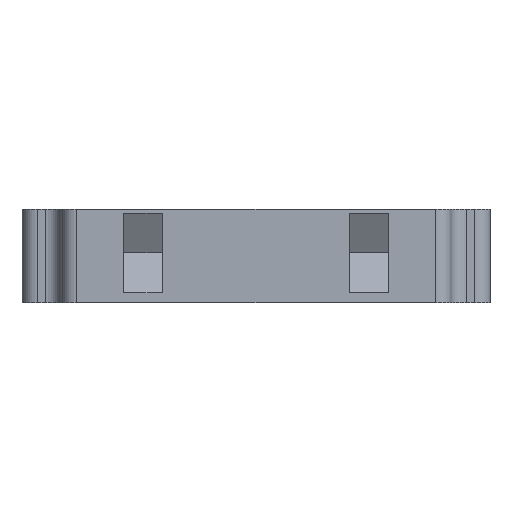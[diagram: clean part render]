
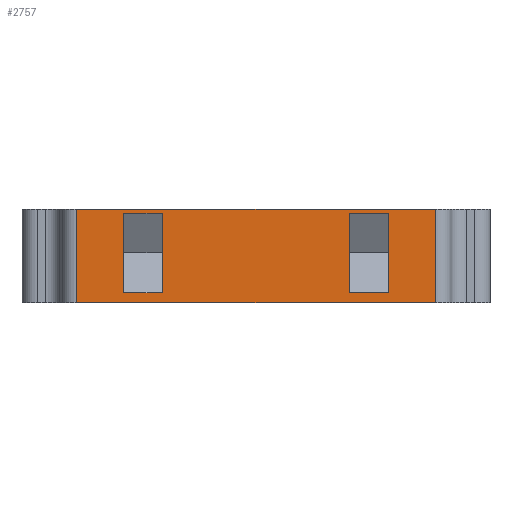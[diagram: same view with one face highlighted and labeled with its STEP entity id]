
A CAD part, left-side view. The second image highlights one B-rep face of the part: STEP entity #2757.
In plain terms, the highlighted planar face has unit normal (-1, 0, 0).
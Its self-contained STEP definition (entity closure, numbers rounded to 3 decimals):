
#26 = ORIENTED_EDGE ( 'NONE', *, *, #2380, .T. ) ;
#61 = LINE ( 'NONE', #1801, #1366 ) ;
#62 = LINE ( 'NONE', #983, #1295 ) ;
#79 = CARTESIAN_POINT ( 'NONE',  ( 0., 3.5, 6. ) ) ;
#81 = CARTESIAN_POINT ( 'NONE',  ( 0., 9., 0.65 ) ) ;
#89 = LINE ( 'NONE', #3018, #1168 ) ;
#90 = EDGE_CURVE ( 'NONE', #2700, #1263, #62, .T. ) ;
#110 = CARTESIAN_POINT ( 'NONE',  ( 0., 2.5, 6. ) ) ;
#119 = CARTESIAN_POINT ( 'NONE',  ( 0., 23.5, 0.65 ) ) ;
#135 = VECTOR ( 'NONE', #2271, 1000. ) ;
#137 = DIRECTION ( 'NONE',  ( 0., 0., -1. ) ) ;
#219 = LINE ( 'NONE', #597, #135 ) ;
#276 = VERTEX_POINT ( 'NONE', #2996 ) ;
#306 = VERTEX_POINT ( 'NONE', #119 ) ;
#320 = EDGE_CURVE ( 'NONE', #751, #1515, #219, .T. ) ;
#341 = EDGE_CURVE ( 'NONE', #2241, #306, #2293, .T. ) ;
#347 = CARTESIAN_POINT ( 'NONE',  ( 0., 26.5, 6. ) ) ;
#358 = EDGE_CURVE ( 'NONE', #1515, #306, #61, .T. ) ;
#396 = LINE ( 'NONE', #511, #2864 ) ;
#406 = CARTESIAN_POINT ( 'NONE',  ( 0., 2.5, 5.75 ) ) ;
#419 = CARTESIAN_POINT ( 'NONE',  ( 0., 26.5, 0. ) ) ;
#422 = LINE ( 'NONE', #79, #2062 ) ;
#504 = CARTESIAN_POINT ( 'NONE',  ( 0., 6.5, 6. ) ) ;
#511 = CARTESIAN_POINT ( 'NONE',  ( 0., 2.5, 0. ) ) ;
#537 = DIRECTION ( 'NONE',  ( 0., 0., -1. ) ) ;
#597 = CARTESIAN_POINT ( 'NONE',  ( 0., 21., 6. ) ) ;
#668 = VERTEX_POINT ( 'NONE', #347 ) ;
#749 = DIRECTION ( 'NONE',  ( 0., -1., 0. ) ) ;
#751 = VERTEX_POINT ( 'NONE', #2026 ) ;
#825 = DIRECTION ( 'NONE',  ( 0., 0., 1. ) ) ;
#851 = VERTEX_POINT ( 'NONE', #419 ) ;
#919 = EDGE_LOOP ( 'NONE', ( #2264, #1838, #1397, #1900 ) ) ;
#923 = CARTESIAN_POINT ( 'NONE',  ( 0., 2.5, 5.75 ) ) ;
#944 = DIRECTION ( 'NONE',  ( 0., -1., 0. ) ) ;
#971 = EDGE_LOOP ( 'NONE', ( #2627, #2539, #26, #1685 ) ) ;
#983 = CARTESIAN_POINT ( 'NONE',  ( 0., 2.5, 0.65 ) ) ;
#1005 = DIRECTION ( 'NONE',  ( 0., 1., 0. ) ) ;
#1032 = DIRECTION ( 'NONE',  ( 0., 0., -1. ) ) ;
#1080 = ORIENTED_EDGE ( 'NONE', *, *, #90, .T. ) ;
#1087 = PLANE ( 'NONE',  #2377 ) ;
#1103 = CARTESIAN_POINT ( 'NONE',  ( 0., 23.5, 6. ) ) ;
#1127 = VECTOR ( 'NONE', #749, 1000. ) ;
#1136 = VECTOR ( 'NONE', #1032, 1000. ) ;
#1168 = VECTOR ( 'NONE', #1770, 1000. ) ;
#1231 = EDGE_CURVE ( 'NONE', #668, #851, #2646, .T. ) ;
#1251 = CARTESIAN_POINT ( 'NONE',  ( 0., 3.5, 0. ) ) ;
#1263 = VERTEX_POINT ( 'NONE', #81 ) ;
#1295 = VECTOR ( 'NONE', #1005, 1000. ) ;
#1366 = VECTOR ( 'NONE', #1573, 1000. ) ;
#1369 = EDGE_CURVE ( 'NONE', #276, #2233, #1525, .T. ) ;
#1397 = ORIENTED_EDGE ( 'NONE', *, *, #320, .T. ) ;
#1490 = VECTOR ( 'NONE', #2517, 1000. ) ;
#1493 = EDGE_LOOP ( 'NONE', ( #1807, #2830, #2391, #1080 ) ) ;
#1515 = VERTEX_POINT ( 'NONE', #2849 ) ;
#1525 = LINE ( 'NONE', #406, #1629 ) ;
#1573 = DIRECTION ( 'NONE',  ( 0., 1., 0. ) ) ;
#1579 = DIRECTION ( 'NONE',  ( 0., -1., 0. ) ) ;
#1588 = FACE_OUTER_BOUND ( 'NONE', #971, .T. ) ;
#1620 = FACE_BOUND ( 'NONE', #919, .T. ) ;
#1629 = VECTOR ( 'NONE', #1579, 1000. ) ;
#1685 = ORIENTED_EDGE ( 'NONE', *, *, #2642, .T. ) ;
#1691 = EDGE_CURVE ( 'NONE', #2233, #2700, #2718, .T. ) ;
#1721 = CARTESIAN_POINT ( 'NONE',  ( 0., 26.5, 6. ) ) ;
#1770 = DIRECTION ( 'NONE',  ( 0., 0., -1. ) ) ;
#1784 = DIRECTION ( 'NONE',  ( 1., 0., 0. ) ) ;
#1793 = VERTEX_POINT ( 'NONE', #2212 ) ;
#1801 = CARTESIAN_POINT ( 'NONE',  ( 0., 2.5, 0.65 ) ) ;
#1807 = ORIENTED_EDGE ( 'NONE', *, *, #2747, .F. ) ;
#1808 = FACE_BOUND ( 'NONE', #1493, .T. ) ;
#1828 = EDGE_CURVE ( 'NONE', #2241, #751, #2360, .T. ) ;
#1838 = ORIENTED_EDGE ( 'NONE', *, *, #1828, .T. ) ;
#1900 = ORIENTED_EDGE ( 'NONE', *, *, #358, .T. ) ;
#1973 = CARTESIAN_POINT ( 'NONE',  ( 0., 23.5, 5.75 ) ) ;
#2026 = CARTESIAN_POINT ( 'NONE',  ( 0., 21., 5.75 ) ) ;
#2062 = VECTOR ( 'NONE', #825, 1000. ) ;
#2100 = VECTOR ( 'NONE', #537, 1000. ) ;
#2120 = VERTEX_POINT ( 'NONE', #1251 ) ;
#2169 = CARTESIAN_POINT ( 'NONE',  ( 0., 2.5, 6. ) ) ;
#2193 = CARTESIAN_POINT ( 'NONE',  ( 0., 6.5, 5.75 ) ) ;
#2212 = CARTESIAN_POINT ( 'NONE',  ( 0., 3.5, 6. ) ) ;
#2233 = VERTEX_POINT ( 'NONE', #2193 ) ;
#2241 = VERTEX_POINT ( 'NONE', #1973 ) ;
#2264 = ORIENTED_EDGE ( 'NONE', *, *, #341, .F. ) ;
#2271 = DIRECTION ( 'NONE',  ( 0., 0., -1. ) ) ;
#2293 = LINE ( 'NONE', #1103, #1490 ) ;
#2360 = LINE ( 'NONE', #923, #2520 ) ;
#2377 = AXIS2_PLACEMENT_3D ( 'NONE', #110, #1784, #137 ) ;
#2380 = EDGE_CURVE ( 'NONE', #851, #2120, #396, .T. ) ;
#2391 = ORIENTED_EDGE ( 'NONE', *, *, #1691, .T. ) ;
#2517 = DIRECTION ( 'NONE',  ( 0., 0., -1. ) ) ;
#2520 = VECTOR ( 'NONE', #944, 1000. ) ;
#2539 = ORIENTED_EDGE ( 'NONE', *, *, #1231, .T. ) ;
#2552 = EDGE_CURVE ( 'NONE', #668, #1793, #3013, .T. ) ;
#2627 = ORIENTED_EDGE ( 'NONE', *, *, #2552, .F. ) ;
#2642 = EDGE_CURVE ( 'NONE', #2120, #1793, #422, .T. ) ;
#2646 = LINE ( 'NONE', #1721, #1136 ) ;
#2667 = DIRECTION ( 'NONE',  ( 0., -1., 0. ) ) ;
#2700 = VERTEX_POINT ( 'NONE', #2997 ) ;
#2718 = LINE ( 'NONE', #504, #2100 ) ;
#2747 = EDGE_CURVE ( 'NONE', #276, #1263, #89, .T. ) ;
#2757 = ADVANCED_FACE ( 'NONE', ( #1808, #1588, #1620 ), #1087, .F. ) ;
#2830 = ORIENTED_EDGE ( 'NONE', *, *, #1369, .T. ) ;
#2849 = CARTESIAN_POINT ( 'NONE',  ( 0., 21., 0.65 ) ) ;
#2864 = VECTOR ( 'NONE', #2667, 1000. ) ;
#2996 = CARTESIAN_POINT ( 'NONE',  ( 0., 9., 5.75 ) ) ;
#2997 = CARTESIAN_POINT ( 'NONE',  ( 0., 6.5, 0.65 ) ) ;
#3013 = LINE ( 'NONE', #2169, #1127 ) ;
#3018 = CARTESIAN_POINT ( 'NONE',  ( 0., 9., 6. ) ) ;
